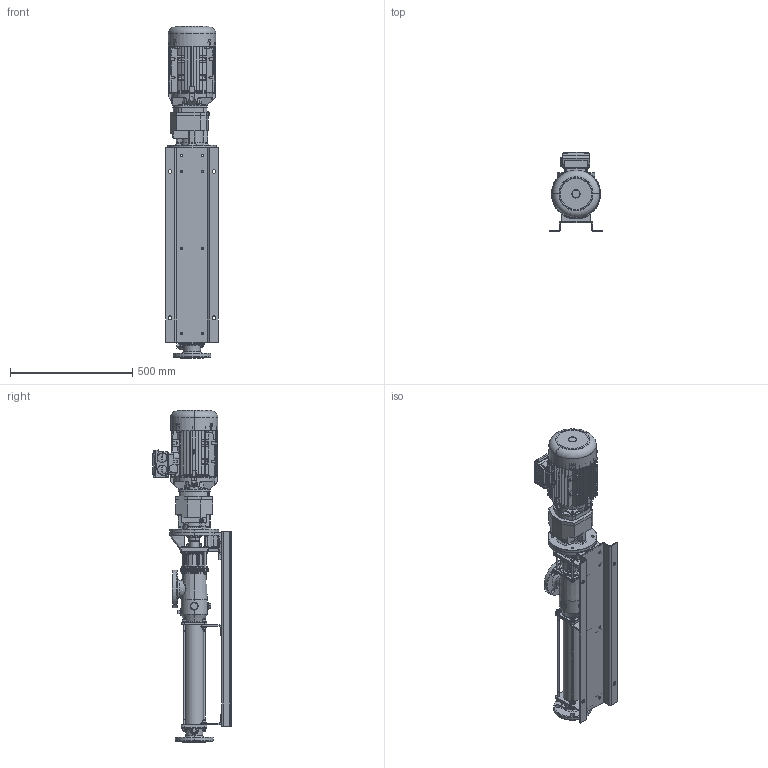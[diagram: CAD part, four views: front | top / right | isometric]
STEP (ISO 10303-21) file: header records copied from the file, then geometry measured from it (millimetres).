
FILE_DESCRIPTION (( 'STEP AP214' ), '1' );
FILE_NAME ('FINAL RDCA 532.STEP...STEP', '2025-05-29T07:13:38', ( '' ), ( '' ), 'SwSTEP 2.0', 'SolidWorks 2021', '' );
FILE_SCHEMA (( 'AUTOMOTIVE_DESIGN' ));
Length unit declared in the file: millimetre
Products named in the file (1): FINAL RDCA 532.STEP..
Bounding box: 216 x 322 x 1358.69 mm (x, y, z)
Surface area: 2344923.6 mm2 (no closed solid volume)
Topology: 0 solids, 105 shells, 4101 faces, 10201 edges, 6311 vertices
Faces by surface type: plane 1583, cylinder 1242, cone 810, torus 366, bspline 64, sphere 36
Entity records: 145595 total; most frequent: CARTESIAN_POINT 47064, DIRECTION 20427, ORIENTED_EDGE 20264, EDGE_CURVE 10138, AXIS2_PLACEMENT_3D 8056, VERTEX_POINT 6311, EDGE_LOOP 4423, VECTOR 4315
